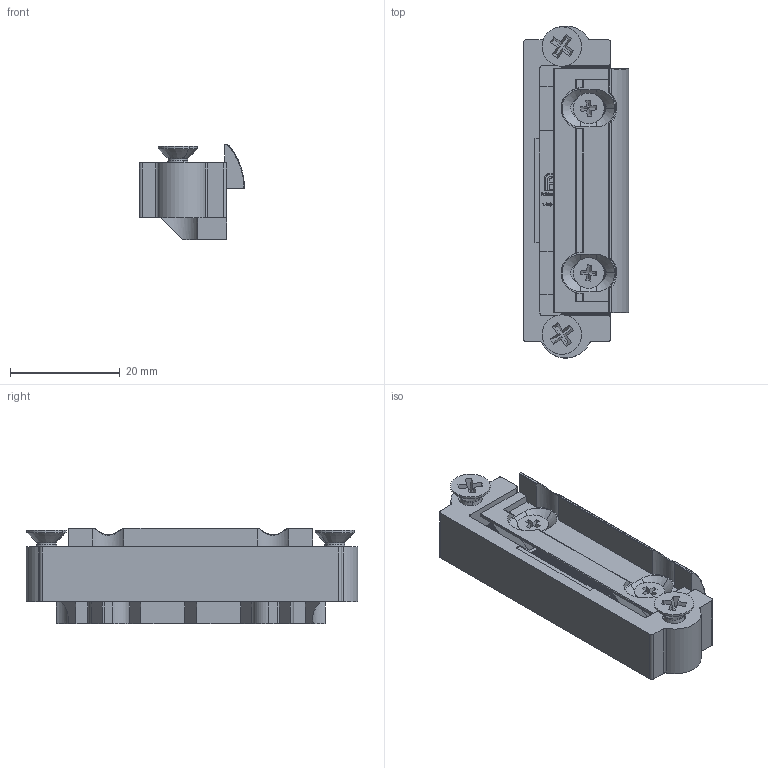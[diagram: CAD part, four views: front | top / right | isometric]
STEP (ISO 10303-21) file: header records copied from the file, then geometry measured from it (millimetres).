
FILE_DESCRIPTION (( 'STEP AP203' ), '1' );
FILE_NAME ('1418-100.STEP', '2021-03-25T09:09:16', ( '' ), ( '' ), 'SwSTEP 2.0', 'SolidWorks 2018', '' );
FILE_SCHEMA (( 'CONFIG_CONTROL_DESIGN' ));
Length unit declared in the file: millimetre
Products named in the file (11): 1418-100 Teil2; DIN 965; 1418-100 Teil1; DIN 965_DIN 965 M3x10; DIN 965_DIN 965 M4x8; 1418-100 Teil2_1418-100 Teil2; 1418-100 Teil1_1418-100 Teil1; 1418-100
Assembly tree (6 placements, depth 2):
  1418-100 Teil2
  DIN 965
  1418-100 Teil1
  DIN 965
  DIN 965
Bounding box: 19.15 x 60.48 x 17.4 mm (x, y, z)
Volume: 9205.1 mm3; surface area: 7495.6 mm2
Topology: 6 solids, 6 shells, 1320 faces, 3431 edges, 2268 vertices
Faces by surface type: plane 1016, cylinder 163, bspline 105, cone 34, torus 2
Entity records: 44870 total; most frequent: CARTESIAN_POINT 13862, ORIENTED_EDGE 6614, DIRECTION 5455, EDGE_CURVE 3307, LINE 2533, VECTOR 2533, VERTEX_POINT 2192, AXIS2_PLACEMENT_3D 1461
